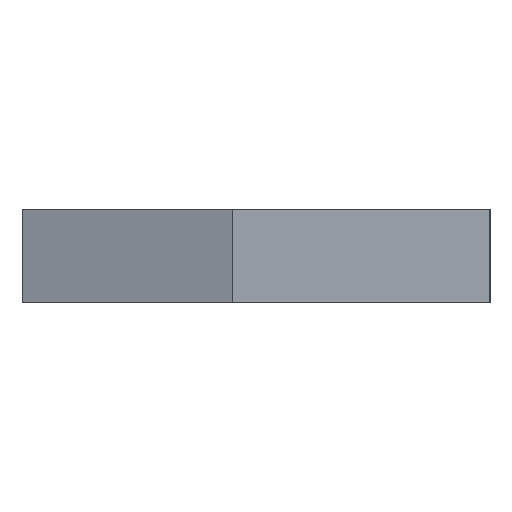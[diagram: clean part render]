
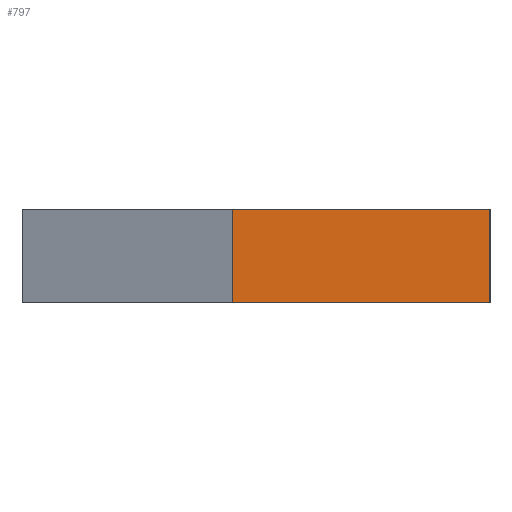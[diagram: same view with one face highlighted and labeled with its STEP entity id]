
A CAD part, left-side view. The second image highlights one B-rep face of the part: STEP entity #797.
In plain terms, the highlighted planar face has unit normal (-1, 0, 0).
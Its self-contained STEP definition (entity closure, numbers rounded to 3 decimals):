
#59 = EDGE_CURVE ( 'NONE', #731, #334, #781, .T. ) ;
#88 = EDGE_LOOP ( 'NONE', ( #419, #401, #369, #339 ) ) ;
#139 = VECTOR ( 'NONE', #471, 1000. ) ;
#140 = VECTOR ( 'NONE', #299, 1000. ) ;
#153 = CARTESIAN_POINT ( 'NONE',  ( 0., 0., -6.35 ) ) ;
#154 = LINE ( 'NONE', #995, #140 ) ;
#170 = FACE_OUTER_BOUND ( 'NONE', #88, .T. ) ;
#259 = DIRECTION ( 'NONE',  ( 0., 0., 1. ) ) ;
#264 = EDGE_CURVE ( 'NONE', #334, #1000, #514, .T. ) ;
#299 = DIRECTION ( 'NONE',  ( 0., 0., 1. ) ) ;
#311 = PLANE ( 'NONE',  #525 ) ;
#318 = CARTESIAN_POINT ( 'NONE',  ( 0., 0., -6.35 ) ) ;
#334 = VERTEX_POINT ( 'NONE', #318 ) ;
#339 = ORIENTED_EDGE ( 'NONE', *, *, #676, .F. ) ;
#346 = DIRECTION ( 'NONE',  ( 0., -1., 0. ) ) ;
#369 = ORIENTED_EDGE ( 'NONE', *, *, #264, .T. ) ;
#380 = CARTESIAN_POINT ( 'NONE',  ( 0., 0., -6.35 ) ) ;
#400 = CARTESIAN_POINT ( 'NONE',  ( 0., 17.462, 0. ) ) ;
#401 = ORIENTED_EDGE ( 'NONE', *, *, #59, .T. ) ;
#419 = ORIENTED_EDGE ( 'NONE', *, *, #509, .F. ) ;
#447 = VECTOR ( 'NONE', #346, 1000. ) ;
#467 = DIRECTION ( 'NONE',  ( -1., 0., 0. ) ) ;
#471 = DIRECTION ( 'NONE',  ( 0., 0., 1. ) ) ;
#509 = EDGE_CURVE ( 'NONE', #731, #651, #154, .T. ) ;
#514 = LINE ( 'NONE', #380, #139 ) ;
#516 = CARTESIAN_POINT ( 'NONE',  ( 0., 0., -6.35 ) ) ;
#525 = AXIS2_PLACEMENT_3D ( 'NONE', #153, #467, #259 ) ;
#609 = LINE ( 'NONE', #660, #895 ) ;
#651 = VERTEX_POINT ( 'NONE', #400 ) ;
#659 = CARTESIAN_POINT ( 'NONE',  ( 0., 0., 0. ) ) ;
#660 = CARTESIAN_POINT ( 'NONE',  ( 0., 0., 0. ) ) ;
#676 = EDGE_CURVE ( 'NONE', #651, #1000, #609, .T. ) ;
#731 = VERTEX_POINT ( 'NONE', #794 ) ;
#781 = LINE ( 'NONE', #516, #447 ) ;
#794 = CARTESIAN_POINT ( 'NONE',  ( 0., 17.462, -6.35 ) ) ;
#797 = ADVANCED_FACE ( 'NONE', ( #170 ), #311, .T. ) ;
#801 = DIRECTION ( 'NONE',  ( 0., -1., 0. ) ) ;
#895 = VECTOR ( 'NONE', #801, 1000. ) ;
#995 = CARTESIAN_POINT ( 'NONE',  ( 0., 17.462, -6.35 ) ) ;
#1000 = VERTEX_POINT ( 'NONE', #659 ) ;
